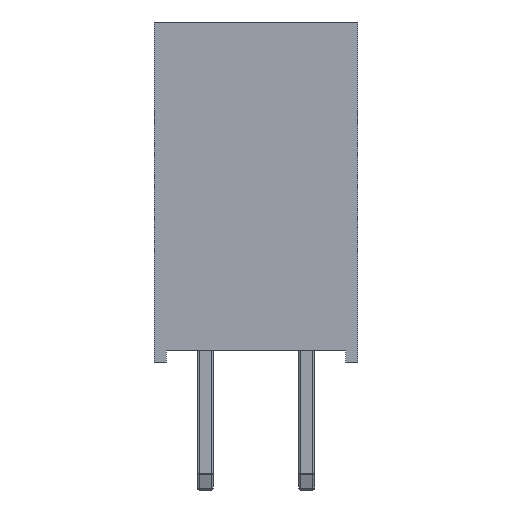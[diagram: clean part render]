
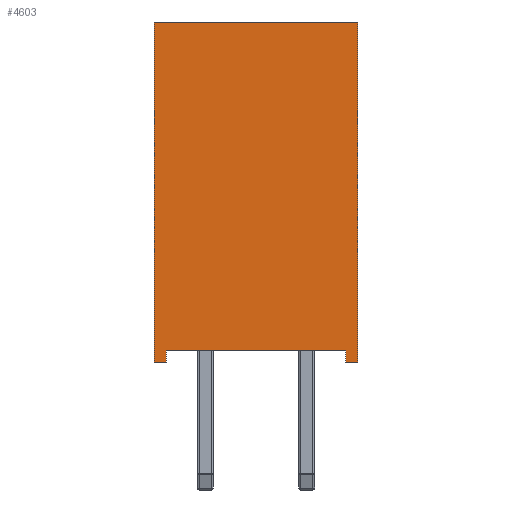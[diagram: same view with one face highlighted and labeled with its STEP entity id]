
A CAD part, left-side view. The second image highlights one B-rep face of the part: STEP entity #4603.
In plain terms, the highlighted planar face has unit normal (-1, 0, 0).
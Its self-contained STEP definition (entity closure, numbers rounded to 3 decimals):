
#630=FACE_OUTER_BOUND('',#920,.T.);
#920=EDGE_LOOP('',(#2980,#2981,#2982,#2983,#2984,#2985,#2986,#2987));
#1242=LINE('',#7167,#1590);
#1243=LINE('',#7170,#1591);
#1245=LINE('',#7174,#1593);
#1246=LINE('',#7176,#1594);
#1247=LINE('',#7178,#1595);
#1248=LINE('',#7180,#1596);
#1249=LINE('',#7182,#1597);
#1250=LINE('',#7183,#1598);
#1590=VECTOR('',#5586,10.);
#1591=VECTOR('',#5589,10.);
#1593=VECTOR('',#5593,10.);
#1594=VECTOR('',#5594,10.);
#1595=VECTOR('',#5595,10.);
#1596=VECTOR('',#5596,10.);
#1597=VECTOR('',#5597,10.);
#1598=VECTOR('',#5598,10.);
#1936=VERTEX_POINT('',#7163);
#1937=VERTEX_POINT('',#7165);
#1938=VERTEX_POINT('',#7169);
#1939=VERTEX_POINT('',#7173);
#1940=VERTEX_POINT('',#7175);
#1941=VERTEX_POINT('',#7177);
#1942=VERTEX_POINT('',#7179);
#1943=VERTEX_POINT('',#7181);
#2314=EDGE_CURVE('',#1936,#1937,#1242,.T.);
#2315=EDGE_CURVE('',#1938,#1936,#1243,.T.);
#2317=EDGE_CURVE('',#1937,#1939,#1245,.T.);
#2318=EDGE_CURVE('',#1939,#1940,#1246,.T.);
#2319=EDGE_CURVE('',#1940,#1941,#1247,.T.);
#2320=EDGE_CURVE('',#1941,#1942,#1248,.T.);
#2321=EDGE_CURVE('',#1943,#1942,#1249,.T.);
#2322=EDGE_CURVE('',#1938,#1943,#1250,.T.);
#2980=ORIENTED_EDGE('',*,*,#2317,.T.);
#2981=ORIENTED_EDGE('',*,*,#2318,.T.);
#2982=ORIENTED_EDGE('',*,*,#2319,.T.);
#2983=ORIENTED_EDGE('',*,*,#2320,.T.);
#2984=ORIENTED_EDGE('',*,*,#2321,.F.);
#2985=ORIENTED_EDGE('',*,*,#2322,.F.);
#2986=ORIENTED_EDGE('',*,*,#2315,.T.);
#2987=ORIENTED_EDGE('',*,*,#2314,.T.);
#4274=PLANE('',#4947);
#4603=ADVANCED_FACE('',(#630),#4274,.T.);
#4947=AXIS2_PLACEMENT_3D('',#7172,#5591,#5592);
#5586=DIRECTION('',(0.,0.,1.));
#5589=DIRECTION('',(0.,-1.,0.));
#5591=DIRECTION('center_axis',(-1.,0.,0.));
#5592=DIRECTION('ref_axis',(0.,-1.,0.));
#5593=DIRECTION('',(0.,-1.,0.));
#5594=DIRECTION('',(0.,0.,-1.));
#5595=DIRECTION('',(0.,-1.,0.));
#5596=DIRECTION('',(0.,0.,1.));
#5597=DIRECTION('',(0.,-1.,0.));
#5598=DIRECTION('',(0.,0.,1.));
#7163=CARTESIAN_POINT('',(-1.27,3.51,0.));
#7165=CARTESIAN_POINT('',(-1.27,3.51,0.3));
#7167=CARTESIAN_POINT('',(-1.27,3.51,0.));
#7169=CARTESIAN_POINT('',(-1.27,3.81,0.));
#7170=CARTESIAN_POINT('',(-1.27,3.81,0.));
#7172=CARTESIAN_POINT('Origin',(-1.27,1.27,0.));
#7173=CARTESIAN_POINT('',(-1.27,-0.97,0.3));
#7174=CARTESIAN_POINT('',(-1.27,1.27,0.3));
#7175=CARTESIAN_POINT('',(-1.27,-0.97,0.));
#7176=CARTESIAN_POINT('',(-1.27,-0.97,0.));
#7177=CARTESIAN_POINT('',(-1.27,-1.27,0.));
#7178=CARTESIAN_POINT('',(-1.27,1.27,0.));
#7179=CARTESIAN_POINT('',(-1.27,-1.27,8.5));
#7180=CARTESIAN_POINT('',(-1.27,-1.27,0.));
#7181=CARTESIAN_POINT('',(-1.27,3.81,8.5));
#7182=CARTESIAN_POINT('',(-1.27,3.81,8.5));
#7183=CARTESIAN_POINT('',(-1.27,3.81,0.));
